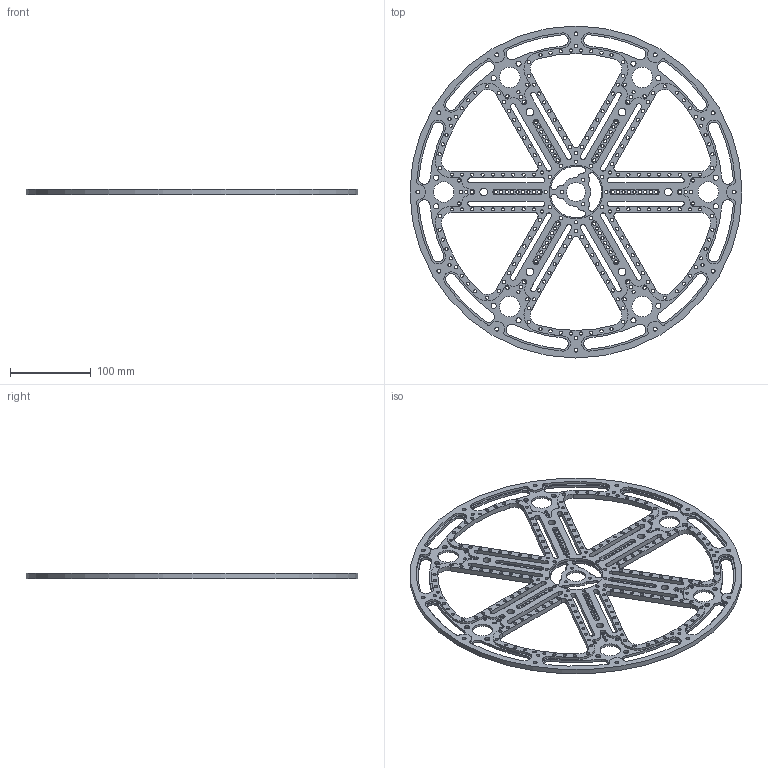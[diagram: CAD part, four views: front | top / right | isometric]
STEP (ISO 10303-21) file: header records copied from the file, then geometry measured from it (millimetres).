
FILE_DESCRIPTION(/* description */ (''),/* implementation_level */ '2;1');
FILE_NAME(/* name */ 'DOME_BASE_PLATE_REV_B_3D.stp',/* time_stamp */ '2012-08-31T19:52:32-04:00',/* author */ (''),/* organization */ (''),/* preprocessor_version */ 'ST-DEVELOPER v14',/* originating_system */ 'SIEMENS PLM Software NX 8.0',/* authorisation */ '');
FILE_SCHEMA (('CONFIG_CONTROL_DESIGN'));
Length unit declared in the file: inch
Products named in the file (1): ARTOO DOME BASE PLATE 01
Bounding box: 411.23 x 411.23 x 6.35 mm (x, y, z)
Volume: 310164.1 mm3; surface area: 193832.2 mm2
Topology: 1 solids, 1 shells, 645 faces, 2184 edges, 1554 vertices
Faces by surface type: cylinder 552, plane 93
Full cylindrical faces by diameter (mm): 3.969 x279, 4.915 x12, 6.35 x12, 9.525 x6, 23.368 x1, 25.4 x6, 66.837 x1, 411.226 x1
Entity records: 21940 total; most frequent: DIRECTION 3968, CARTESIAN_POINT 3478, ORIENTED_EDGE 3144, AXIS2_PLACEMENT_3D 1750, EDGE_LOOP 1674, EDGE_CURVE 1572, FACE_BOUND 1362, VERTEX_POINT 1260
